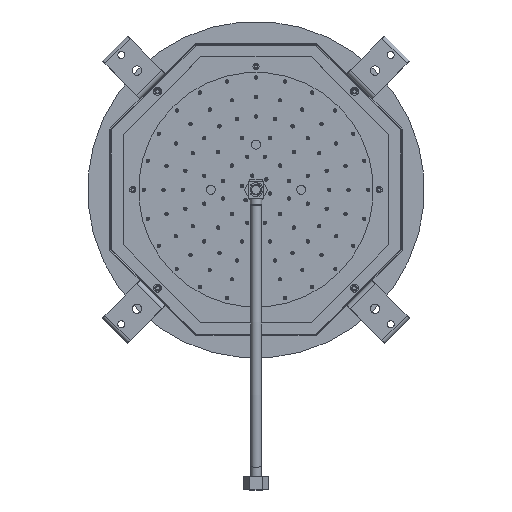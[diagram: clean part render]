
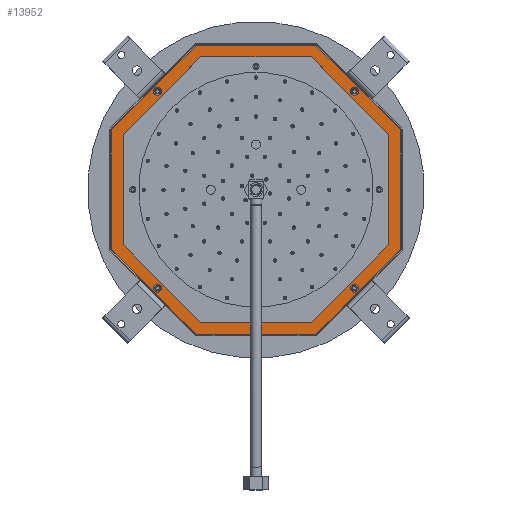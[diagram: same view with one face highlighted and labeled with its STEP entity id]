
A CAD part, top view. The second image highlights one B-rep face of the part: STEP entity #13952.
In plain terms, the highlighted planar face has unit normal (0, 0, 1).
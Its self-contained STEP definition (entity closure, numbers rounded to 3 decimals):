
#1095=LINE('',#31408,#1570);
#1102=LINE('',#31422,#1577);
#1105=LINE('',#31428,#1580);
#1112=LINE('',#31442,#1587);
#1115=LINE('',#31448,#1590);
#1122=LINE('',#31462,#1597);
#1125=LINE('',#31468,#1600);
#1132=LINE('',#31481,#1607);
#1232=LINE('',#31743,#1707);
#1233=LINE('',#31746,#1708);
#1234=LINE('',#31748,#1709);
#1235=LINE('',#31750,#1710);
#1236=LINE('',#31752,#1711);
#1237=LINE('',#31754,#1712);
#1238=LINE('',#31756,#1713);
#1239=LINE('',#31758,#1714);
#1570=VECTOR('',#17677,1000.);
#1577=VECTOR('',#17686,1000.);
#1580=VECTOR('',#17691,1000.);
#1587=VECTOR('',#17700,1000.);
#1590=VECTOR('',#17705,1000.);
#1597=VECTOR('',#17714,1000.);
#1600=VECTOR('',#17719,1000.);
#1607=VECTOR('',#17728,1000.);
#1707=VECTOR('',#17934,1000.);
#1708=VECTOR('',#17935,1000.);
#1709=VECTOR('',#17936,1000.);
#1710=VECTOR('',#17937,1000.);
#1711=VECTOR('',#17938,1000.);
#1712=VECTOR('',#17939,1000.);
#1713=VECTOR('',#17940,1000.);
#1714=VECTOR('',#17941,1000.);
#3282=ORIENTED_EDGE('',*,*,#5838,.T.);
#3283=ORIENTED_EDGE('',*,*,#5875,.F.);
#3284=ORIENTED_EDGE('',*,*,#5868,.T.);
#3285=ORIENTED_EDGE('',*,*,#5865,.F.);
#3286=ORIENTED_EDGE('',*,*,#5858,.T.);
#3287=ORIENTED_EDGE('',*,*,#5855,.F.);
#3288=ORIENTED_EDGE('',*,*,#5848,.F.);
#3289=ORIENTED_EDGE('',*,*,#5845,.F.);
#3290=ORIENTED_EDGE('',*,*,#6001,.T.);
#3291=ORIENTED_EDGE('',*,*,#6002,.T.);
#3292=ORIENTED_EDGE('',*,*,#6003,.T.);
#3293=ORIENTED_EDGE('',*,*,#6004,.T.);
#3294=ORIENTED_EDGE('',*,*,#6005,.F.);
#3295=ORIENTED_EDGE('',*,*,#6006,.F.);
#3296=ORIENTED_EDGE('',*,*,#6007,.F.);
#3297=ORIENTED_EDGE('',*,*,#6008,.F.);
#3298=ORIENTED_EDGE('',*,*,#6009,.F.);
#3299=ORIENTED_EDGE('',*,*,#6010,.F.);
#3300=ORIENTED_EDGE('',*,*,#6011,.F.);
#3301=ORIENTED_EDGE('',*,*,#6012,.F.);
#5838=EDGE_CURVE('Edge3423',#10961,#10960,#1095,.T.);
#5845=EDGE_CURVE('Edge3430',#10961,#10967,#1102,.T.);
#5848=EDGE_CURVE('Edge3429',#10967,#10969,#1105,.T.);
#5855=EDGE_CURVE('Edge3428',#10969,#10975,#1112,.T.);
#5858=EDGE_CURVE('Edge3427',#10977,#10975,#1115,.T.);
#5865=EDGE_CURVE('Edge3426',#10977,#10983,#1122,.T.);
#5868=EDGE_CURVE('Edge3425',#10985,#10983,#1125,.T.);
#5875=EDGE_CURVE('Edge3424',#10985,#10960,#1132,.T.);
#6001=EDGE_CURVE('Edge2848',#11095,#11095,#7305,.T.);
#6002=EDGE_CURVE('Edge2852',#11096,#11096,#7306,.T.);
#6003=EDGE_CURVE('Edge2856',#11097,#11097,#7307,.T.);
#6004=EDGE_CURVE('Edge2860',#11098,#11098,#7308,.T.);
#6005=EDGE_CURVE('Edge3392',#11099,#11100,#1232,.T.);
#6006=EDGE_CURVE('Edge3396',#11101,#11099,#1233,.T.);
#6007=EDGE_CURVE('Edge3398',#11102,#11101,#1234,.T.);
#6008=EDGE_CURVE('Edge3400',#11103,#11102,#1235,.T.);
#6009=EDGE_CURVE('Edge3401',#11104,#11103,#1236,.T.);
#6010=EDGE_CURVE('Edge3387',#11105,#11104,#1237,.T.);
#6011=EDGE_CURVE('Edge3390',#11106,#11105,#1238,.T.);
#6012=EDGE_CURVE('Edge3394',#11100,#11106,#1239,.T.);
#7305=CIRCLE('',#15293,4.5);
#7306=CIRCLE('',#15294,4.5);
#7307=CIRCLE('',#15295,4.5);
#7308=CIRCLE('',#15296,4.5);
#8541=EDGE_LOOP('',(#3282,#3283,#3284,#3285,#3286,#3287,#3288,#3289));
#8542=EDGE_LOOP('',(#3290));
#8543=EDGE_LOOP('',(#3291));
#8544=EDGE_LOOP('',(#3292));
#8545=EDGE_LOOP('',(#3293));
#8546=EDGE_LOOP('',(#3294,#3295,#3296,#3297,#3298,#3299,#3300,#3301));
#9989=PLANE('',#15292);
#10960=VERTEX_POINT('',#31407);
#10961=VERTEX_POINT('',#31409);
#10967=VERTEX_POINT('',#31423);
#10969=VERTEX_POINT('',#31429);
#10975=VERTEX_POINT('',#31443);
#10977=VERTEX_POINT('',#31449);
#10983=VERTEX_POINT('',#31463);
#10985=VERTEX_POINT('',#31469);
#11095=VERTEX_POINT('',#31736);
#11096=VERTEX_POINT('',#31738);
#11097=VERTEX_POINT('',#31740);
#11098=VERTEX_POINT('',#31742);
#11099=VERTEX_POINT('',#31744);
#11100=VERTEX_POINT('',#31745);
#11101=VERTEX_POINT('',#31747);
#11102=VERTEX_POINT('',#31749);
#11103=VERTEX_POINT('',#31751);
#11104=VERTEX_POINT('',#31753);
#11105=VERTEX_POINT('',#31755);
#11106=VERTEX_POINT('',#31757);
#12432=FACE_BOUND('',#8541,.T.);
#12433=FACE_BOUND('',#8542,.T.);
#12434=FACE_BOUND('',#8543,.T.);
#12435=FACE_BOUND('',#8544,.T.);
#12436=FACE_BOUND('',#8545,.T.);
#12437=FACE_BOUND('',#8546,.T.);
#13952=ADVANCED_FACE('Face1471',(#12432,#12433,#12434,#12435,#12436,#12437),
#9989,.T.);
#15292=AXIS2_PLACEMENT_3D('',#31734,#17924,#17925);
#15293=AXIS2_PLACEMENT_3D('',#31735,#17926,#17927);
#15294=AXIS2_PLACEMENT_3D('',#31737,#17928,#17929);
#15295=AXIS2_PLACEMENT_3D('',#31739,#17930,#17931);
#15296=AXIS2_PLACEMENT_3D('',#31741,#17932,#17933);
#17677=DIRECTION('',(0.,-1.,0.));
#17686=DIRECTION('',(-0.707,0.707,0.));
#17691=DIRECTION('',(-1.,0.,0.));
#17700=DIRECTION('',(-0.707,-0.707,0.));
#17705=DIRECTION('',(0.,1.,0.));
#17714=DIRECTION('',(0.707,-0.707,0.));
#17719=DIRECTION('',(-1.,0.,0.));
#17728=DIRECTION('',(0.707,0.707,0.));
#17924=DIRECTION('',(0.,0.,1.));
#17925=DIRECTION('',(0.707,-0.707,0.));
#17926=DIRECTION('',(0.,0.,-1.));
#17927=DIRECTION('',(-0.707,-0.707,0.));
#17928=DIRECTION('',(0.,0.,-1.));
#17929=DIRECTION('',(-0.707,-0.707,0.));
#17930=DIRECTION('',(0.,0.,-1.));
#17931=DIRECTION('',(-0.707,-0.707,0.));
#17932=DIRECTION('',(0.,0.,-1.));
#17933=DIRECTION('',(-0.707,-0.707,0.));
#17934=DIRECTION('',(1.,0.,0.));
#17935=DIRECTION('',(0.707,0.707,0.));
#17936=DIRECTION('',(0.,1.,0.));
#17937=DIRECTION('',(-0.707,0.707,0.));
#17938=DIRECTION('',(-1.,0.,0.));
#17939=DIRECTION('',(-0.707,-0.707,0.));
#17940=DIRECTION('',(0.,-1.,0.));
#17941=DIRECTION('',(0.707,-0.707,0.));
#31407=CARTESIAN_POINT('',(149.907,-62.225,5.));
#31408=CARTESIAN_POINT('',(149.907,0.,5.));
#31409=CARTESIAN_POINT('',(149.907,62.225,5.));
#31422=CARTESIAN_POINT('',(106.066,106.066,5.));
#31423=CARTESIAN_POINT('',(62.225,149.907,5.));
#31428=CARTESIAN_POINT('',(0.,149.907,5.));
#31429=CARTESIAN_POINT('',(-62.225,149.907,5.));
#31442=CARTESIAN_POINT('',(-106.066,106.066,5.));
#31443=CARTESIAN_POINT('',(-149.907,62.225,5.));
#31448=CARTESIAN_POINT('',(-149.907,0.,5.));
#31449=CARTESIAN_POINT('',(-149.907,-62.225,5.));
#31462=CARTESIAN_POINT('',(-106.066,-106.066,5.));
#31463=CARTESIAN_POINT('',(-62.225,-149.907,5.));
#31468=CARTESIAN_POINT('',(0.,-149.907,5.));
#31469=CARTESIAN_POINT('',(62.225,-149.907,5.));
#31481=CARTESIAN_POINT('',(106.066,-106.066,5.));
#31734=CARTESIAN_POINT('',(0.,0.,5.));
#31735=CARTESIAN_POINT('',(-111.016,111.016,5.));
#31736=CARTESIAN_POINT('',(-114.198,107.834,5.));
#31737=CARTESIAN_POINT('',(-111.016,-111.016,5.));
#31738=CARTESIAN_POINT('',(-114.198,-114.198,5.));
#31739=CARTESIAN_POINT('',(111.016,111.016,5.));
#31740=CARTESIAN_POINT('',(107.834,107.834,5.));
#31741=CARTESIAN_POINT('',(111.016,-111.016,5.));
#31742=CARTESIAN_POINT('',(107.834,-114.198,5.));
#31743=CARTESIAN_POINT('',(0.,162.907,5.));
#31744=CARTESIAN_POINT('',(-67.61,162.907,5.));
#31745=CARTESIAN_POINT('',(67.61,162.907,5.));
#31746=CARTESIAN_POINT('',(-115.258,115.258,5.));
#31747=CARTESIAN_POINT('',(-162.907,67.61,5.));
#31748=CARTESIAN_POINT('',(-162.907,0.,5.));
#31749=CARTESIAN_POINT('',(-162.907,-67.61,5.));
#31750=CARTESIAN_POINT('',(-115.258,-115.258,5.));
#31751=CARTESIAN_POINT('',(-67.61,-162.907,5.));
#31752=CARTESIAN_POINT('',(0.,-162.907,5.));
#31753=CARTESIAN_POINT('',(67.61,-162.907,5.));
#31754=CARTESIAN_POINT('',(115.258,-115.258,5.));
#31755=CARTESIAN_POINT('',(162.907,-67.61,5.));
#31756=CARTESIAN_POINT('',(162.907,0.,5.));
#31757=CARTESIAN_POINT('',(162.907,67.61,5.));
#31758=CARTESIAN_POINT('',(115.258,115.258,5.));
